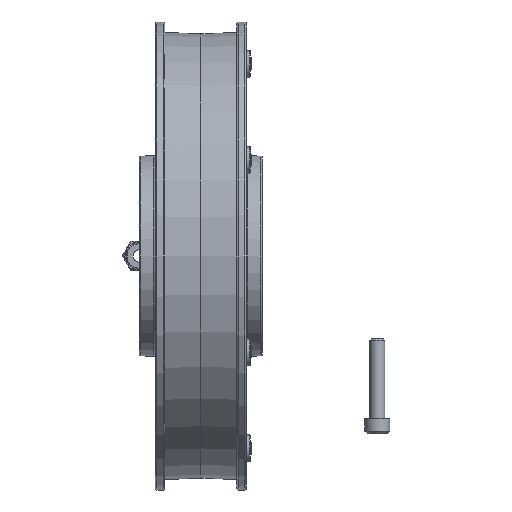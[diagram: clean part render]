
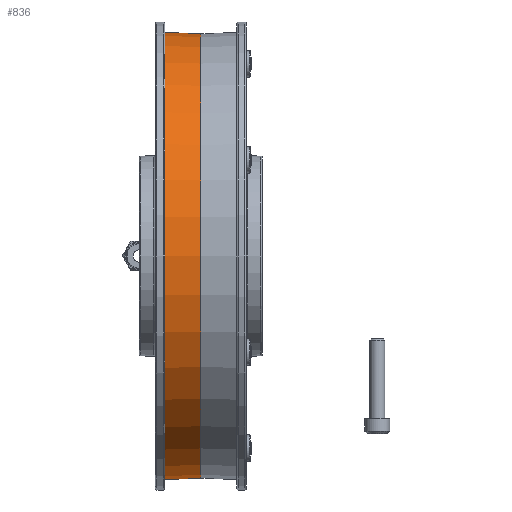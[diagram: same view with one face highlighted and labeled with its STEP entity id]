
A CAD part, front view. The second image highlights one B-rep face of the part: STEP entity #836.
In plain terms, the highlighted conical face has half-angle 2 degrees and reference radius 71.12 mm.
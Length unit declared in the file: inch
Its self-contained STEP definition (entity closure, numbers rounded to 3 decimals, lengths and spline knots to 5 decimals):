
#836 = ADVANCED_FACE( '', ( #2110, #2111 ), #2112, .T. );
#2110 = FACE_OUTER_BOUND( '', #5222, .T. );
#2111 = FACE_BOUND( '', #5223, .T. );
#2112 = CONICAL_SURFACE( '', #5224, 2.8, 0.035 );
#5222 = EDGE_LOOP( '', ( #9149 ) );
#5223 = EDGE_LOOP( '', ( #9150 ) );
#5224 = AXIS2_PLACEMENT_3D( '', #9151, #9152, #9153 );
#9149 = ORIENTED_EDGE( '', *, *, #10896, .F. );
#9150 = ORIENTED_EDGE( '', *, *, #9842, .T. );
#9151 = CARTESIAN_POINT( '', ( 0.27, 0., 0. ) );
#9152 = DIRECTION( '', ( -1., 0., 0. ) );
#9153 = DIRECTION( '', ( 0., 0., -1. ) );
#9842 = EDGE_CURVE( '', #11292, #11292, #11293, .T. );
#10896 = EDGE_CURVE( '', #12915, #12915, #12916, .T. );
#11292 = VERTEX_POINT( '', #13404 );
#11293 = CIRCLE( '', #13405, 2.78254 );
#12915 = VERTEX_POINT( '', #15449 );
#12916 = CIRCLE( '', #15450, 2.8 );
#13404 = CARTESIAN_POINT( '', ( 0.77, 0., 2.78254 ) );
#13405 = AXIS2_PLACEMENT_3D( '', #16137, #16138, #16139 );
#15449 = CARTESIAN_POINT( '', ( 0.27, 0., 2.8 ) );
#15450 = AXIS2_PLACEMENT_3D( '', #18455, #18456, #18457 );
#16137 = CARTESIAN_POINT( '', ( 0.77, 0., 0. ) );
#16138 = DIRECTION( '', ( -1., 0., 0. ) );
#16139 = DIRECTION( '', ( 0., 0., 1. ) );
#18455 = CARTESIAN_POINT( '', ( 0.27, 0., 0. ) );
#18456 = DIRECTION( '', ( -1., 0., 0. ) );
#18457 = DIRECTION( '', ( 0., 0., 1. ) );
